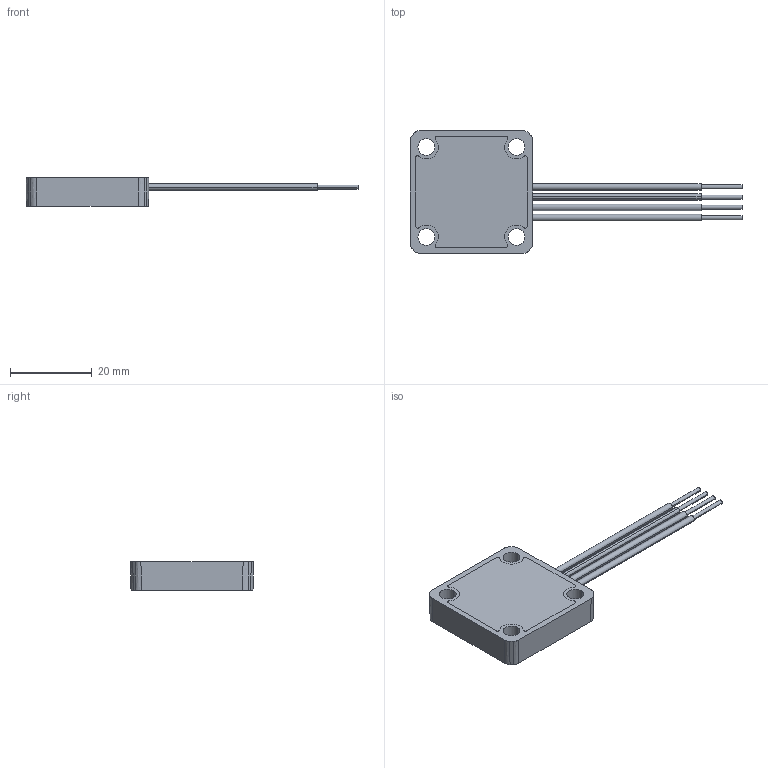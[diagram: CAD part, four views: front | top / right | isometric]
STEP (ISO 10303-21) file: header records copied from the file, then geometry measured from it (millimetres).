
FILE_DESCRIPTION (( 'STEP AP214' ), '1' );
FILE_NAME ('518053.STEP', '2011-11-17T08:06:31', ( 'dummy' ), ( 'Microsoft' ), 'SwSTEP 2.0', 'SolidWorks 2010', '' );
FILE_SCHEMA (( 'AUTOMOTIVE_DESIGN' ));
Length unit declared in the file: millimetre
Products named in the file (1): 518053
Bounding box: 81 x 30 x 7 mm (x, y, z)
Surface area: 3922.1 mm2 (no closed solid volume)
Topology: 0 solids, 10 shells, 63 faces, 190 edges, 138 vertices
Faces by surface type: cylinder 34, plane 17, bspline 8, cone 4
Entity records: 3163 total; most frequent: CARTESIAN_POINT 856, ORIENTED_EDGE 318, DIRECTION 306, EDGE_CURVE 190, VERTEX_POINT 138, AXIS2_PLACEMENT_3D 124, EDGE_LOOP 76, CIRCLE 68
